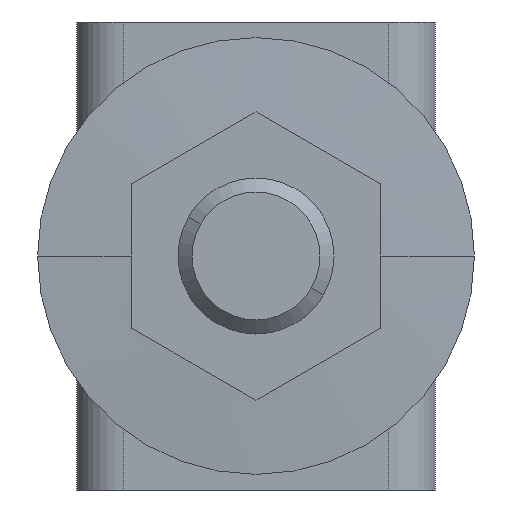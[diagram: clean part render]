
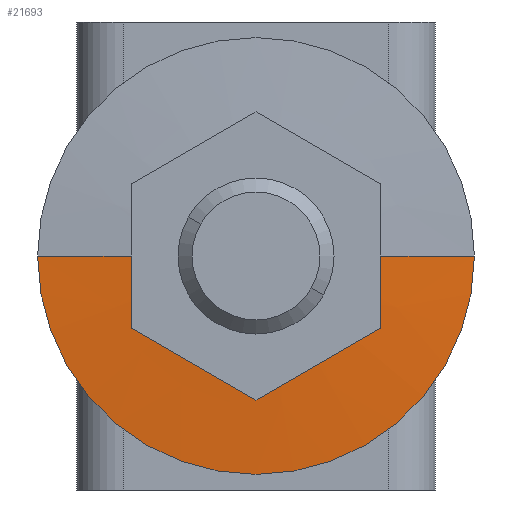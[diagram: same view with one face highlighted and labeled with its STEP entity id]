
A CAD part, front view. The second image highlights one B-rep face of the part: STEP entity #21693.
In plain terms, the highlighted conical face has half-angle 86.165 degrees and reference radius 9.55 mm.
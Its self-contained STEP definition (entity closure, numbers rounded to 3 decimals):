
#21545=CARTESIAN_POINT('',(0.,-66.403,0.));
#21546=DIRECTION('',(0.,1.,0.));
#21547=DIRECTION('',(1.,0.,0.));
#21548=AXIS2_PLACEMENT_3D('',#21545,#21546,#21547);
#21553=DIRECTION('',(0.998,-0.067,0.));
#21554=VECTOR('',#21553,8.92);
#21555=CARTESIAN_POINT('',(-14.,-66.403,0.));
#21556=LINE('',#21555,#21554);
#21560=CARTESIAN_POINT('',(0.,-67.,0.));
#21561=DIRECTION('',(0.,-1.,0.));
#21562=DIRECTION('',(-1.,0.,0.));
#21563=AXIS2_PLACEMENT_3D('',#21560,#21561,#21562);
#21568=DIRECTION('',(-0.998,-0.067,0.));
#21569=VECTOR('',#21568,8.92);
#21570=CARTESIAN_POINT('',(14.,-66.403,0.));
#21571=LINE('',#21570,#21569);
#21613=CARTESIAN_POINT('',(14.,-66.403,0.));
#21614=VERTEX_POINT('',#21613);
#21615=CARTESIAN_POINT('',(-14.,-66.403,0.));
#21616=VERTEX_POINT('',#21615);
#21617=CARTESIAN_POINT('',(5.1,-67.,0.));
#21618=VERTEX_POINT('',#21617);
#21619=CARTESIAN_POINT('',(-5.1,-67.,0.));
#21620=VERTEX_POINT('',#21619);
#21679=CARTESIAN_POINT('',(0.,-66.702,0.));
#21680=DIRECTION('',(0.,1.,0.));
#21681=DIRECTION('',(1.,0.,0.));
#21682=AXIS2_PLACEMENT_3D('',#21679,#21680,#21681);
#21683=CONICAL_SURFACE('',#21682,9.55,86.165);
#21685=ORIENTED_EDGE('',*,*,#21684,.F.);
#21686=ORIENTED_EDGE('',*,*,#21674,.T.);
#21688=ORIENTED_EDGE('',*,*,#21687,.T.);
#21690=ORIENTED_EDGE('',*,*,#21689,.T.);
#21691=EDGE_LOOP('',(#21685,#21686,#21688,#21690));
#21692=FACE_OUTER_BOUND('',#21691,.F.);
#21693=ADVANCED_FACE('',(#21692),#21683,.T.);
#21549=CIRCLE('',#21548,14.);
#21564=CIRCLE('',#21563,5.1);
#21674=EDGE_CURVE('',#21614,#21616,#21549,.T.);
#21684=EDGE_CURVE('',#21614,#21618,#21571,.T.);
#21687=EDGE_CURVE('',#21616,#21620,#21556,.T.);
#21689=EDGE_CURVE('',#21620,#21618,#21564,.T.);
